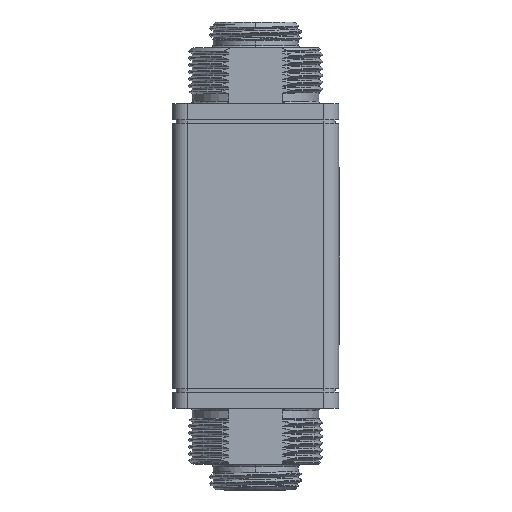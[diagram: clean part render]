
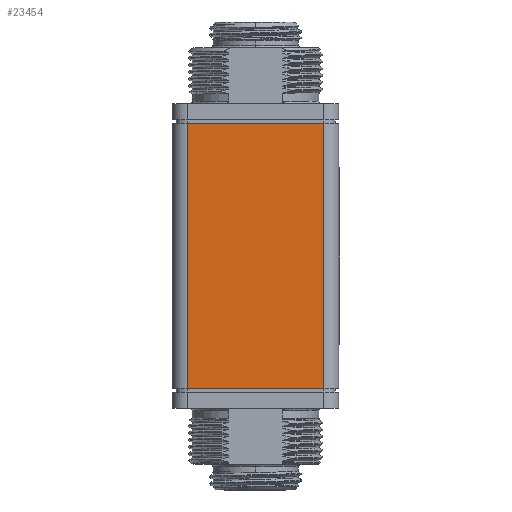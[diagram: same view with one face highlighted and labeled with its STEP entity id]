
A CAD part, left-side view. The second image highlights one B-rep face of the part: STEP entity #23454.
In plain terms, the highlighted planar face has unit normal (-1, 0, 0).
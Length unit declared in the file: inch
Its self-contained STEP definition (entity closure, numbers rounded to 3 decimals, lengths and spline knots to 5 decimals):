
#2420 = PLANE ( 'NONE',  #171288 ) ;
#8383 = EDGE_CURVE ( 'NONE', #48315, #103520, #166306, .T. ) ;
#9656 = VECTOR ( 'NONE', #167357, 39.37008 ) ;
#23454 = ADVANCED_FACE ( 'NONE', ( #44270 ), #2420, .F. ) ;
#24146 = ORIENTED_EDGE ( 'NONE', *, *, #86544, .F. ) ;
#27011 = DIRECTION ( 'NONE',  ( 1., 0., 0. ) ) ;
#28177 = DIRECTION ( 'NONE',  ( 0., 0., -1. ) ) ;
#34308 = EDGE_LOOP ( 'NONE', ( #24146, #106306, #81036, #56564 ) ) ;
#43379 = CARTESIAN_POINT ( 'NONE',  ( 0., 0., 1.125 ) ) ;
#44270 = FACE_OUTER_BOUND ( 'NONE', #34308, .T. ) ;
#48315 = VERTEX_POINT ( 'NONE', #48917 ) ;
#48917 = CARTESIAN_POINT ( 'NONE',  ( 0., 1.285, 1.125 ) ) ;
#53448 = DIRECTION ( 'NONE',  ( 0., -1., 0. ) ) ;
#55561 = VERTEX_POINT ( 'NONE', #86134 ) ;
#56564 = ORIENTED_EDGE ( 'NONE', *, *, #133994, .T. ) ;
#58837 = LINE ( 'NONE', #142296, #143306 ) ;
#69040 = CARTESIAN_POINT ( 'NONE',  ( 0., 1.285, 1.125 ) ) ;
#70054 = EDGE_CURVE ( 'NONE', #103520, #120143, #121527, .T. ) ;
#81036 = ORIENTED_EDGE ( 'NONE', *, *, #70054, .T. ) ;
#82204 = VECTOR ( 'NONE', #53448, 39.37008 ) ;
#86134 = CARTESIAN_POINT ( 'NONE',  ( 0., 0.125, 1.125 ) ) ;
#86544 = EDGE_CURVE ( 'NONE', #48315, #55561, #58837, .T. ) ;
#92847 = VECTOR ( 'NONE', #28177, 39.37008 ) ;
#95538 = CARTESIAN_POINT ( 'NONE',  ( 0., 0.125, 1.125 ) ) ;
#102661 = CARTESIAN_POINT ( 'NONE',  ( 0., 1.285, -1.125 ) ) ;
#103520 = VERTEX_POINT ( 'NONE', #102661 ) ;
#106306 = ORIENTED_EDGE ( 'NONE', *, *, #8383, .T. ) ;
#109594 = DIRECTION ( 'NONE',  ( 0., 0., -1. ) ) ;
#109641 = CARTESIAN_POINT ( 'NONE',  ( 0., 0., -1.125 ) ) ;
#120143 = VERTEX_POINT ( 'NONE', #149648 ) ;
#121527 = LINE ( 'NONE', #109641, #82204 ) ;
#133994 = EDGE_CURVE ( 'NONE', #120143, #55561, #164693, .T. ) ;
#142296 = CARTESIAN_POINT ( 'NONE',  ( 0., 0., 1.125 ) ) ;
#143306 = VECTOR ( 'NONE', #156906, 39.37008 ) ;
#149648 = CARTESIAN_POINT ( 'NONE',  ( 0., 0.125, -1.125 ) ) ;
#156906 = DIRECTION ( 'NONE',  ( 0., -1., 0. ) ) ;
#164693 = LINE ( 'NONE', #95538, #9656 ) ;
#166306 = LINE ( 'NONE', #69040, #92847 ) ;
#167357 = DIRECTION ( 'NONE',  ( 0., 0., 1. ) ) ;
#171288 = AXIS2_PLACEMENT_3D ( 'NONE', #43379, #27011, #109594 ) ;
